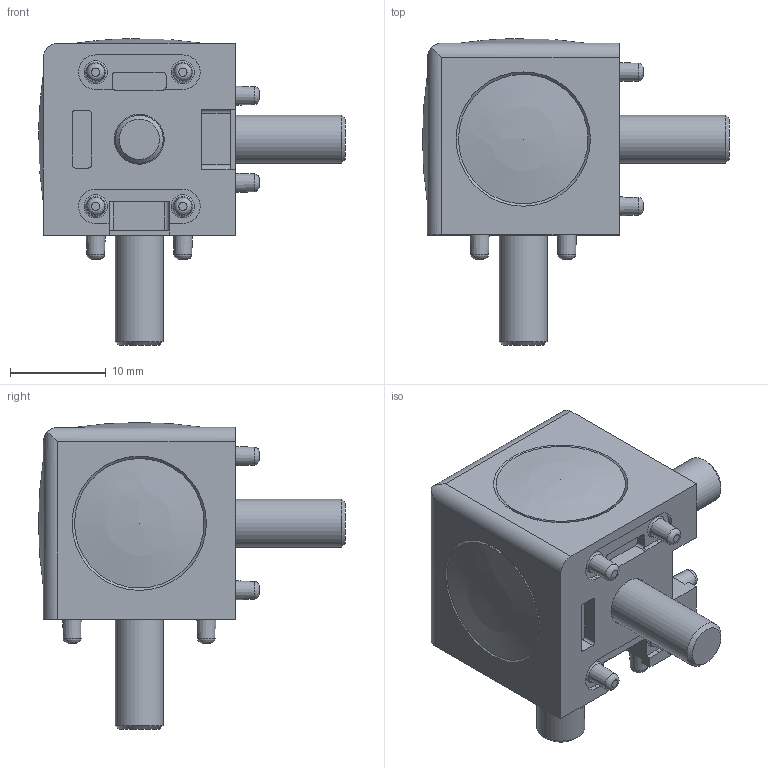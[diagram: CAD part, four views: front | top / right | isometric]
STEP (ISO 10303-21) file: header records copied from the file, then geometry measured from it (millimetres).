
FILE_DESCRIPTION(/* description */ ('STEP AP214'),/* implementation_level */ '2;1');
FILE_NAME(/* name */ '1024234.stp',/* time_stamp */ '2024-05-07T11:17:46+02:00',/* author */ ('b.steehouwer'),/* organization */ ('CADENAS'),/* preprocessor_version */ 'ST-DEVELOPER v18.1',/* originating_system */ 'Autodesk Inventor 2021',/* authorisation */ ' ');
FILE_SCHEMA (('AUTOMOTIVE_DESIGN { 1 0 10303 214 3 1 1 }'));
Length unit declared in the file: millimetre
Products named in the file (8): 1024234; 1024234-1; 1024234-2; 1024234-3; 1024234-4; 1024234-5; 1024234-6; 1024234-7
Assembly tree (7 placements, depth 2):
  1024234
    1024234-1
    1024234-2
    1024234-3
    1024234-4
    1024234-5
    1024234-6
    1024234-7
Bounding box: 32 x 32 x 32 mm (x, y, z)
Volume: 5734.1 mm3; surface area: 6254.6 mm2
Topology: 7 solids, 7 shells, 291 faces, 740 edges, 489 vertices
Faces by surface type: plane 144, cylinder 81, cone 27, torus 21, bspline 12, sphere 6
Full cylindrical faces by diameter (mm): 5 x3, 5.2 x3, 9.5 x3, 11 x3, 12 x6
Entity records: 9514 total; most frequent: CARTESIAN_POINT 1841, DIRECTION 1690, ORIENTED_EDGE 1468, EDGE_CURVE 734, AXIS2_PLACEMENT_3D 662, VERTEX_POINT 489, LINE 366, VECTOR 366
